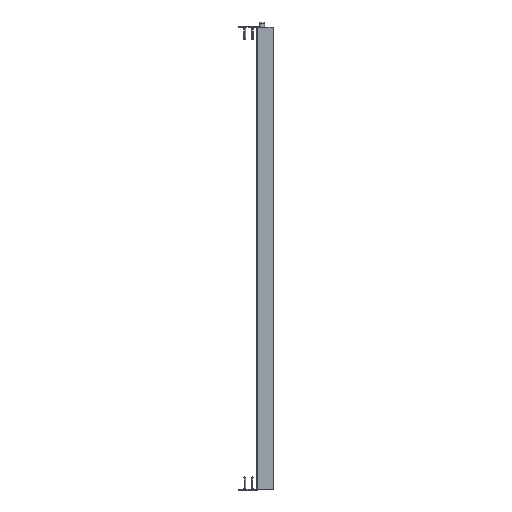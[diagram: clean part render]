
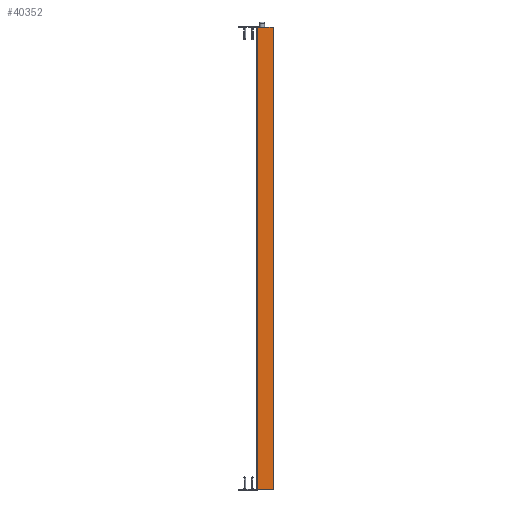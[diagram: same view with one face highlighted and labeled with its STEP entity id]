
A CAD part, left-side view. The second image highlights one B-rep face of the part: STEP entity #40352.
In plain terms, the highlighted planar face has unit normal (-1, 0.009, 0).
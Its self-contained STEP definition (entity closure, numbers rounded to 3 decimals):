
#874 = DIRECTION ( 'NONE',  ( 0., 0., -1. ) ) ;
#1410 = CARTESIAN_POINT ( 'NONE',  ( -6.599, -24.85, -708. ) ) ;
#3307 = CARTESIAN_POINT ( 'NONE',  ( -6.377, 0., -708. ) ) ;
#3317 = DIRECTION ( 'NONE',  ( 0., 0., 1. ) ) ;
#6198 = VECTOR ( 'NONE', #3317, 1000. ) ;
#6341 = VERTEX_POINT ( 'NONE', #13746 ) ;
#6841 = EDGE_CURVE ( 'NONE', #7069, #7595, #16770, .T. ) ;
#7069 = VERTEX_POINT ( 'NONE', #37143 ) ;
#7595 = VERTEX_POINT ( 'NONE', #1410 ) ;
#7632 = CARTESIAN_POINT ( 'NONE',  ( -6.383, -0.694, -708. ) ) ;
#9509 = VECTOR ( 'NONE', #874, 1000. ) ;
#9747 = LINE ( 'NONE', #17335, #36462 ) ;
#13647 = LINE ( 'NONE', #41297, #6198 ) ;
#13746 = CARTESIAN_POINT ( 'NONE',  ( -6.383, -0.694, 0. ) ) ;
#14666 = EDGE_CURVE ( 'NONE', #7595, #14982, #13647, .T. ) ;
#14739 = AXIS2_PLACEMENT_3D ( 'NONE', #28864, #15382, #35846 ) ;
#14982 = VERTEX_POINT ( 'NONE', #30668 ) ;
#15382 = DIRECTION ( 'NONE',  ( -1., 0.009, 0. ) ) ;
#16770 = LINE ( 'NONE', #3307, #21749 ) ;
#17211 = DIRECTION ( 'NONE',  ( -0.009, -1., 0. ) ) ;
#17335 = CARTESIAN_POINT ( 'NONE',  ( -6.377, 0., 0. ) ) ;
#19229 = EDGE_CURVE ( 'NONE', #6341, #14982, #9747, .T. ) ;
#19888 = ORIENTED_EDGE ( 'NONE', *, *, #14666, .T. ) ;
#21749 = VECTOR ( 'NONE', #17211, 1000. ) ;
#24385 = FACE_OUTER_BOUND ( 'NONE', #27033, .T. ) ;
#27033 = EDGE_LOOP ( 'NONE', ( #44076, #19888, #43853, #33014 ) ) ;
#28864 = CARTESIAN_POINT ( 'NONE',  ( -6.377, 0., -708. ) ) ;
#30668 = CARTESIAN_POINT ( 'NONE',  ( -6.599, -24.85, 0. ) ) ;
#30847 = EDGE_CURVE ( 'NONE', #6341, #7069, #38408, .T. ) ;
#33014 = ORIENTED_EDGE ( 'NONE', *, *, #30847, .T. ) ;
#33546 = DIRECTION ( 'NONE',  ( -0.009, -1., 0. ) ) ;
#35846 = DIRECTION ( 'NONE',  ( -0.009, -1., 0. ) ) ;
#36462 = VECTOR ( 'NONE', #33546, 1000. ) ;
#37143 = CARTESIAN_POINT ( 'NONE',  ( -6.383, -0.694, -708. ) ) ;
#38408 = LINE ( 'NONE', #7632, #9509 ) ;
#40352 = ADVANCED_FACE ( 'NONE', ( #24385 ), #42156, .T. ) ;
#41297 = CARTESIAN_POINT ( 'NONE',  ( -6.599, -24.85, -708. ) ) ;
#42156 = PLANE ( 'NONE',  #14739 ) ;
#43853 = ORIENTED_EDGE ( 'NONE', *, *, #19229, .F. ) ;
#44076 = ORIENTED_EDGE ( 'NONE', *, *, #6841, .T. ) ;
